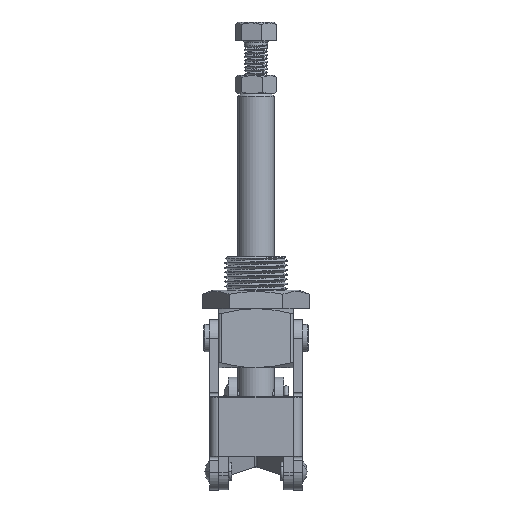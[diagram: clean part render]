
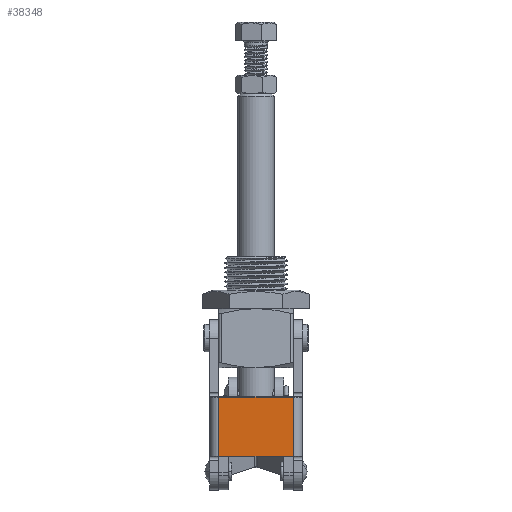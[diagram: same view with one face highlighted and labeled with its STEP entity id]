
A CAD part, left-side view. The second image highlights one B-rep face of the part: STEP entity #38348.
In plain terms, the highlighted face is planar.
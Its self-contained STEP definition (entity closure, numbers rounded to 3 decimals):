
#12931 = CARTESIAN_POINT ( 'NONE',  ( 25., 13.2, 4. ) ) ;
#12932 = CARTESIAN_POINT ( 'NONE',  ( 25., 13.2, 36. ) ) ;
#12933 = DIRECTION ( 'NONE',  ( 0., 0., -1. ) ) ;
#12934 = VECTOR ( 'NONE', #12933, 1000. ) ;
#12935 = CARTESIAN_POINT ( 'NONE',  ( 25., 13.2, 40. ) ) ;
#12936 = LINE ( 'NONE', #12935, #12934 ) ;
#12937 = DIRECTION ( 'NONE',  ( 0., 0., -1. ) ) ;
#12938 = DIRECTION ( 'NONE',  ( 0., -1., 0. ) ) ;
#12939 = AXIS2_PLACEMENT_3D ( 'NONE', #12940, #12938, #12937 ) ;
#12940 = CARTESIAN_POINT ( 'NONE',  ( 25., 13.2, 40. ) ) ;
#12941 = PLANE ( 'NONE',  #12939 ) ;
#12942 = FACE_OUTER_BOUND ( 'NONE', #38340, .T. ) ;
#12951 = LINE ( 'NONE', #13011, #13010 ) ;
#13007 = CARTESIAN_POINT ( 'NONE',  ( 50.5, 13.2, 4. ) ) ;
#13008 = CARTESIAN_POINT ( 'NONE',  ( 50.5, 13.2, 36. ) ) ;
#13009 = DIRECTION ( 'NONE',  ( 0., 0., -1. ) ) ;
#13010 = VECTOR ( 'NONE', #13009, 1000. ) ;
#13011 = CARTESIAN_POINT ( 'NONE',  ( 50.5, 13.2, 40. ) ) ;
#13099 = DIRECTION ( 'NONE',  ( -1., 0., 0. ) ) ;
#13100 = VECTOR ( 'NONE', #13099, 1000. ) ;
#13101 = CARTESIAN_POINT ( 'NONE',  ( 25., 13.2, 4. ) ) ;
#13102 = LINE ( 'NONE', #13101, #13100 ) ;
#13117 = DIRECTION ( 'NONE',  ( 1., 0., 0. ) ) ;
#13118 = VECTOR ( 'NONE', #13117, 1000. ) ;
#13119 = CARTESIAN_POINT ( 'NONE',  ( 25., 13.2, 36. ) ) ;
#13120 = LINE ( 'NONE', #13119, #13118 ) ;
#38340 = EDGE_LOOP ( 'NONE', ( #38349, #38353, #38462, #38463 ) ) ;
#38348 = ADVANCED_FACE ( 'NONE', ( #12942 ), #12941, .F. ) ;
#38349 = ORIENTED_EDGE ( 'NONE', *, *, #38350, .F. ) ;
#38350 = EDGE_CURVE ( 'NONE', #38351, #38352, #12936, .T. ) ;
#38351 = VERTEX_POINT ( 'NONE', #12932 ) ;
#38352 = VERTEX_POINT ( 'NONE', #12931 ) ;
#38353 = ORIENTED_EDGE ( 'NONE', *, *, #38485, .T. ) ;
#38380 = EDGE_CURVE ( 'NONE', #38381, #38382, #12951, .T. ) ;
#38381 = VERTEX_POINT ( 'NONE', #13008 ) ;
#38382 = VERTEX_POINT ( 'NONE', #13007 ) ;
#38462 = ORIENTED_EDGE ( 'NONE', *, *, #38380, .T. ) ;
#38463 = ORIENTED_EDGE ( 'NONE', *, *, #38464, .T. ) ;
#38464 = EDGE_CURVE ( 'NONE', #38382, #38352, #13102, .T. ) ;
#38485 = EDGE_CURVE ( 'NONE', #38351, #38381, #13120, .T. ) ;
